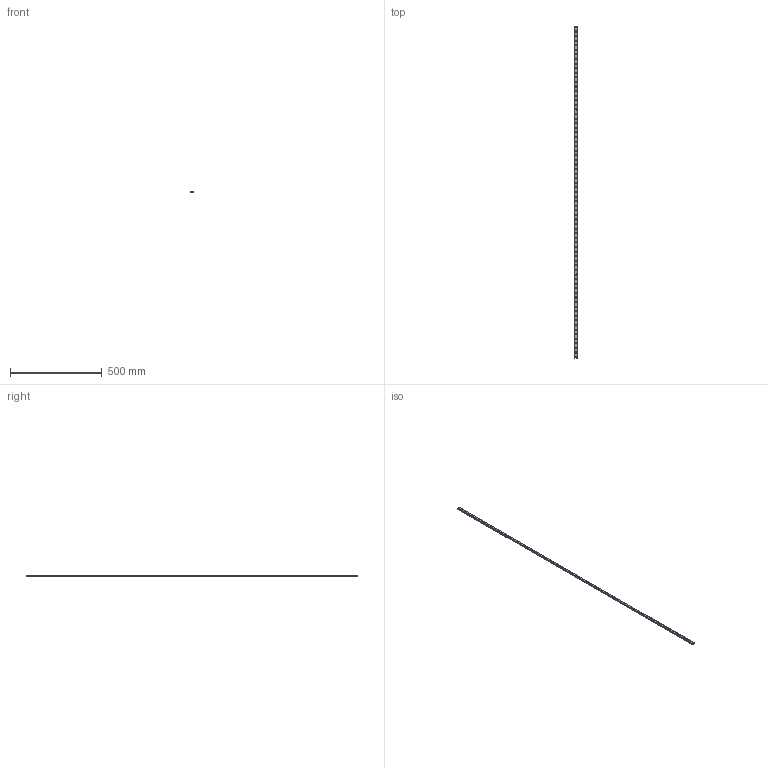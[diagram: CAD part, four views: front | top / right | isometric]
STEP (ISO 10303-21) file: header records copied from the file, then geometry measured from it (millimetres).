
FILE_DESCRIPTION(('STEP AP214'),'1');
FILE_NAME('cctmp_C17B4B52-138B-4311-9446-B13DF431FA82_2021_02_18_16_02_28_0970..stp','2021-02-18T15:02:29',('HIWIN GmbH'),('CADClick - www.CADClick.com'),'Spatial InterOp 3D',' ','unknown authorization');
FILE_SCHEMA(('AUTOMOTIVE_DESIGN'));
Length unit declared in the file: millimetre
Products named in the file (1): MGNR12R1810CM_FILE
Bounding box: 12 x 1810 x 8 mm (x, y, z)
Volume: 154932.5 mm3; surface area: 90077.7 mm2
Topology: 1 solids, 1 shells, 752 faces, 1581 edges, 1054 vertices
Faces by surface type: cylinder 454, plane 298
Entity records: 26593 total; most frequent: DIRECTION 3995, CARTESIAN_POINT 3388, ORIENTED_EDGE 3162, AXIS2_PLACEMENT_3D 1661, EDGE_CURVE 1581, VERTEX_POINT 1054, EDGE_LOOP 975, CIRCLE 908
